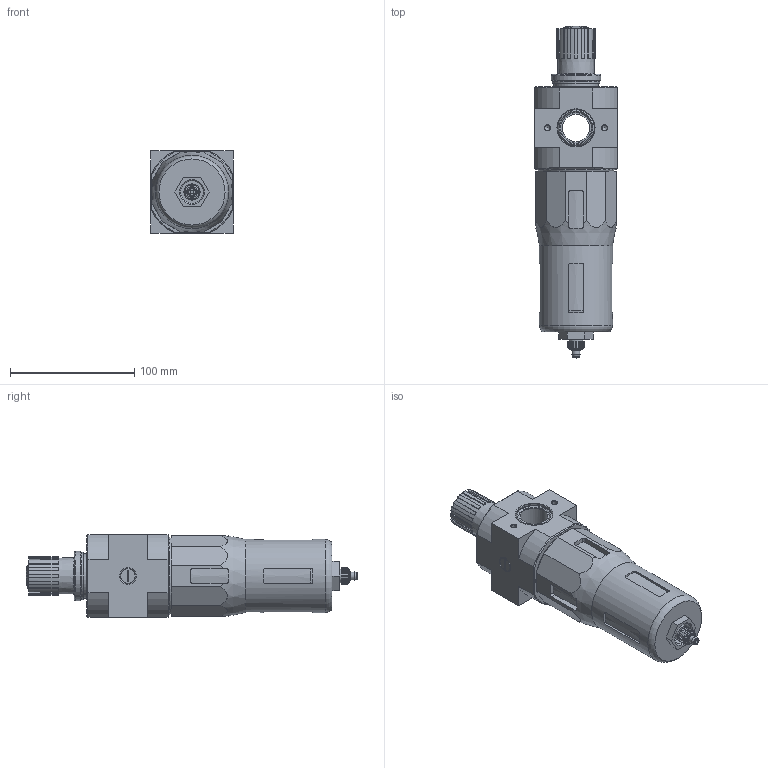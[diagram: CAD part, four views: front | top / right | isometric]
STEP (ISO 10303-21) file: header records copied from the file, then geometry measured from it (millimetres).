
FILE_DESCRIPTION(/* description */ ('STEP AP214'),/* implementation_level */ '2;1');
FILE_NAME(/* name */ '546437_LFR-D-MAXI',/* time_stamp */ '2024-09-04T17:17:41+02:00',/* author */ ('License CC BY-ND 4.0'),/* organization */ ('CADENAS'),/* preprocessor_version */ 'ST-DEVELOPER v19.3',/* originating_system */ 'PARTsolutions',/* authorisation */ ' ');
FILE_SCHEMA (('AUTOMOTIVE_DESIGN {1 0 10303 214 3 1 1}'));
Length unit declared in the file: millimetre
Products named in the file (5): 546437 LFR-D-MAXI---(0); 124085 LFR-D-MAXI--(0); 398011 LRVS-D-MINI; 373846 LR-MIDI; 648415 LF
Assembly tree (4 placements, depth 2):
  546437 LFR-D-MAXI---(0)
    124085 LFR-D-MAXI--(0)
    398011 LRVS-D-MINI
    373846 LR-MIDI
    648415 LF
Bounding box: 66 x 267 x 66 mm (x, y, z)
Volume: 657381.4 mm3; surface area: 70824.6 mm2
Topology: 4 solids, 5 shells, 390 faces, 1025 edges, 672 vertices
Faces by surface type: plane 219, cylinder 105, cone 43, torus 18, sphere 5
Full cylindrical faces by diameter (mm): 3 x1, 4.134 x4, 5.6 x1, 6.3 x1, 6.4 x1, 6.8 x1, 7.1 x1, 9 x1, 9.6 x1, 11.2 x2, 11.445 x2, 12.6 x1, 13.157 x1, 18 x1, 22 x1, 24.9 x1, 26.9 x1, 30 x2, 34.16 x1, 34.376 x1, 36 x1, 38.5 x1, 39.8 x1, 58.8 x1, 59 x1, 59.1 x1, 62 x1
Entity records: 14087 total; most frequent: CARTESIAN_POINT 2657, DIRECTION 1900, ORIENTED_EDGE 1858, EDGE_CURVE 929, AXIS2_PLACEMENT_3D 754, VERTEX_POINT 657, FACE_BOUND 510, EDGE_LOOP 506
